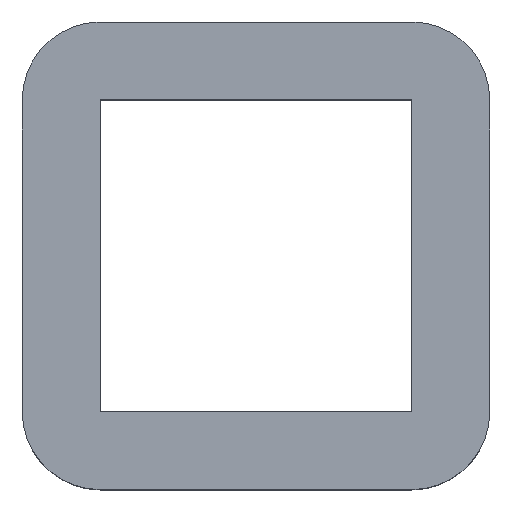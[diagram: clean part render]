
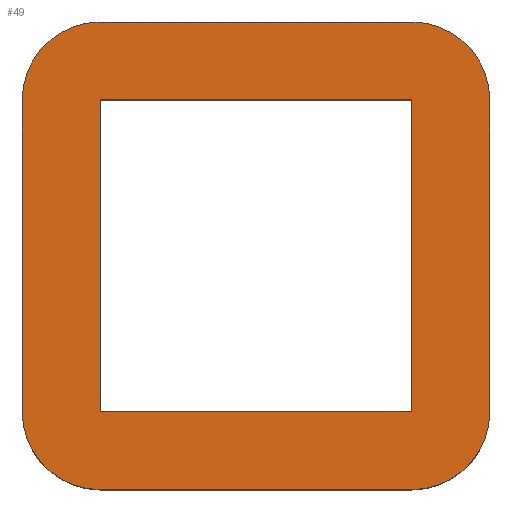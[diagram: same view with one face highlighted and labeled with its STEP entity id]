
A CAD part, top view. The second image highlights one B-rep face of the part: STEP entity #49.
In plain terms, the highlighted planar face has unit normal (0, 0, 1).
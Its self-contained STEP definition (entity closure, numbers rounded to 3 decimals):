
#49=ADVANCED_FACE('',(#71,#73),#75,.T.);
#71=FACE_BOUND('',#72,.T.);
#72=EDGE_LOOP('',(#176,#177,#178,#179,#180,#181,#182,#183));
#73=FACE_BOUND('',#74,.T.);
#74=EDGE_LOOP('',(#184,#185,#186,#187));
#75=PLANE('',#76);
#76=AXIS2_PLACEMENT_3D('',#77,#78,#79);
#77=CARTESIAN_POINT('',(0.,0.,3.));
#78=DIRECTION('',(0.,0.,1.));
#79=DIRECTION('',(-1.,0.,0.));
#176=ORIENTED_EDGE('',*,*,#248,.F.);
#177=ORIENTED_EDGE('',*,*,#249,.T.);
#178=ORIENTED_EDGE('',*,*,#250,.F.);
#179=ORIENTED_EDGE('',*,*,#251,.T.);
#180=ORIENTED_EDGE('',*,*,#252,.F.);
#181=ORIENTED_EDGE('',*,*,#253,.T.);
#182=ORIENTED_EDGE('',*,*,#254,.F.);
#183=ORIENTED_EDGE('',*,*,#255,.T.);
#184=ORIENTED_EDGE('',*,*,#256,.T.);
#185=ORIENTED_EDGE('',*,*,#257,.T.);
#186=ORIENTED_EDGE('',*,*,#258,.T.);
#187=ORIENTED_EDGE('',*,*,#259,.T.);
#248=EDGE_CURVE('',#296,#297,#298,.F.);
#249=EDGE_CURVE('',#296,#299,#300,.T.);
#250=EDGE_CURVE('',#301,#299,#302,.F.);
#251=EDGE_CURVE('',#301,#303,#304,.T.);
#252=EDGE_CURVE('',#305,#303,#306,.F.);
#253=EDGE_CURVE('',#305,#307,#308,.T.);
#254=EDGE_CURVE('',#309,#307,#310,.F.);
#255=EDGE_CURVE('',#309,#297,#311,.T.);
#256=EDGE_CURVE('',#312,#313,#314,.F.);
#257=EDGE_CURVE('',#313,#315,#316,.F.);
#258=EDGE_CURVE('',#315,#317,#318,.F.);
#259=EDGE_CURVE('',#317,#312,#319,.F.);
#296=VERTEX_POINT('',#384);
#297=VERTEX_POINT('',#385);
#298=CIRCLE('',#386,1.);
#299=VERTEX_POINT('',#390);
#300=LINE('',#391,#392);
#301=VERTEX_POINT('',#394);
#302=CIRCLE('',#395,1.);
#303=VERTEX_POINT('',#399);
#304=LINE('',#400,#401);
#305=VERTEX_POINT('',#403);
#306=CIRCLE('',#404,1.);
#307=VERTEX_POINT('',#408);
#308=LINE('',#409,#410);
#309=VERTEX_POINT('',#412);
#310=CIRCLE('',#413,1.);
#311=LINE('',#417,#418);
#312=VERTEX_POINT('',#420);
#313=VERTEX_POINT('',#421);
#314=LINE('',#422,#423);
#315=VERTEX_POINT('',#425);
#316=LINE('',#426,#427);
#317=VERTEX_POINT('',#429);
#318=LINE('',#430,#431);
#319=LINE('',#433,#434);
#384=CARTESIAN_POINT('',(-2.,-3.,3.));
#385=CARTESIAN_POINT('',(-3.,-2.,3.));
#386=AXIS2_PLACEMENT_3D('',#387,#388,#389);
#387=CARTESIAN_POINT('',(-2.,-2.,3.));
#388=DIRECTION('',(0.,0.,1.));
#389=DIRECTION('',(-1.,0.,0.));
#390=CARTESIAN_POINT('',(2.,-3.,3.));
#391=CARTESIAN_POINT('',(-2.,-3.,3.));
#392=VECTOR('',#393,1.);
#393=DIRECTION('',(1.,0.,0.));
#394=CARTESIAN_POINT('',(3.,-2.,3.));
#395=AXIS2_PLACEMENT_3D('',#396,#397,#398);
#396=CARTESIAN_POINT('',(2.,-2.,3.));
#397=DIRECTION('',(0.,0.,1.));
#398=DIRECTION('',(0.,-1.,0.));
#399=CARTESIAN_POINT('',(3.,2.,3.));
#400=CARTESIAN_POINT('',(3.,-2.,3.));
#401=VECTOR('',#402,1.);
#402=DIRECTION('',(0.,1.,0.));
#403=CARTESIAN_POINT('',(2.,3.,3.));
#404=AXIS2_PLACEMENT_3D('',#405,#406,#407);
#405=CARTESIAN_POINT('',(2.,2.,3.));
#406=DIRECTION('',(0.,0.,1.));
#407=DIRECTION('',(1.,0.,0.));
#408=CARTESIAN_POINT('',(-2.,3.,3.));
#409=CARTESIAN_POINT('',(2.,3.,3.));
#410=VECTOR('',#411,1.);
#411=DIRECTION('',(-1.,0.,0.));
#412=CARTESIAN_POINT('',(-3.,2.,3.));
#413=AXIS2_PLACEMENT_3D('',#414,#415,#416);
#414=CARTESIAN_POINT('',(-2.,2.,3.));
#415=DIRECTION('',(0.,0.,1.));
#416=DIRECTION('',(0.,1.,0.));
#417=CARTESIAN_POINT('',(-3.,2.,3.));
#418=VECTOR('',#419,1.);
#419=DIRECTION('',(0.,-1.,0.));
#420=CARTESIAN_POINT('',(-2.,-2.,3.));
#421=CARTESIAN_POINT('',(-2.,2.,3.));
#422=CARTESIAN_POINT('',(-2.,2.,3.));
#423=VECTOR('',#424,1.);
#424=DIRECTION('',(0.,-1.,0.));
#425=CARTESIAN_POINT('',(2.,2.,3.));
#426=CARTESIAN_POINT('',(2.,2.,3.));
#427=VECTOR('',#428,1.);
#428=DIRECTION('',(-1.,0.,0.));
#429=CARTESIAN_POINT('',(2.,-2.,3.));
#430=CARTESIAN_POINT('',(2.,-2.,3.));
#431=VECTOR('',#432,1.);
#432=DIRECTION('',(0.,1.,0.));
#433=CARTESIAN_POINT('',(-2.,-2.,3.));
#434=VECTOR('',#435,1.);
#435=DIRECTION('',(1.,0.,0.));
